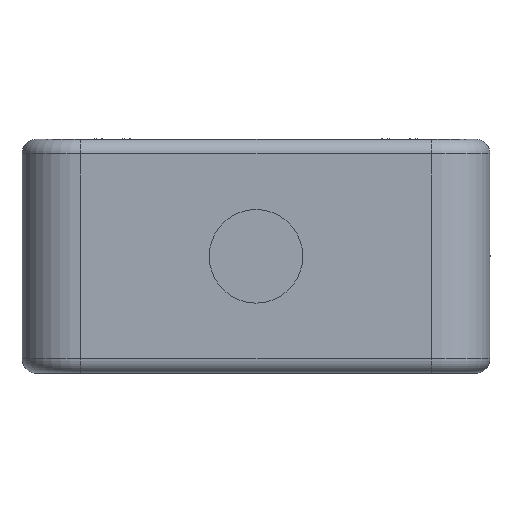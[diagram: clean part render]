
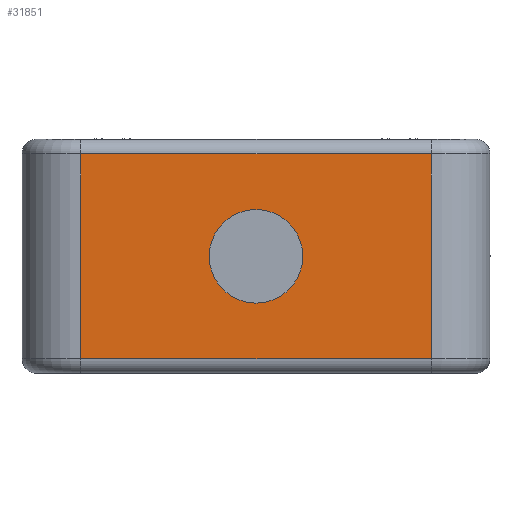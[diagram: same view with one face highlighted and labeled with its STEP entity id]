
A CAD part, left-side view. The second image highlights one B-rep face of the part: STEP entity #31851.
In plain terms, the highlighted planar face has unit normal (-1, 0, 0).
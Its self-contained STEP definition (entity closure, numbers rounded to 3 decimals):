
#510 = DIRECTION ( 'NONE',  ( 0., 0., -1. ) ) ;
#516 = VERTEX_POINT ( 'NONE', #73696 ) ;
#682 = EDGE_CURVE ( 'NONE', #77329, #2387, #41254, .T. ) ;
#1945 = VECTOR ( 'NONE', #510, 1000. ) ;
#2387 = VERTEX_POINT ( 'NONE', #46488 ) ;
#4159 = EDGE_CURVE ( 'NONE', #83449, #77329, #98350, .T. ) ;
#4378 = FACE_BOUND ( 'NONE', #72852, .T. ) ;
#4859 = EDGE_LOOP ( 'NONE', ( #24860, #44997, #45943, #99531 ) ) ;
#6021 = CARTESIAN_POINT ( 'NONE',  ( -25.5, 0., 0. ) ) ;
#7609 = PLANE ( 'NONE',  #106708 ) ;
#10745 = CARTESIAN_POINT ( 'NONE',  ( -25.5, 6., 3.5 ) ) ;
#14865 = VECTOR ( 'NONE', #60009, 1000. ) ;
#16498 = CARTESIAN_POINT ( 'NONE',  ( -25.5, -6., 4. ) ) ;
#17089 = CARTESIAN_POINT ( 'NONE',  ( -25.5, 6., 4. ) ) ;
#22975 = CARTESIAN_POINT ( 'NONE',  ( -25.5, -6., -3.5 ) ) ;
#24860 = ORIENTED_EDGE ( 'NONE', *, *, #4159, .T. ) ;
#25614 = VECTOR ( 'NONE', #39697, 1000. ) ;
#26274 = EDGE_CURVE ( 'NONE', #35838, #83449, #103206, .T. ) ;
#31851 = ADVANCED_FACE ( 'NONE', ( #94025, #4378 ), #7609, .F. ) ;
#35838 = VERTEX_POINT ( 'NONE', #44263 ) ;
#38289 = LINE ( 'NONE', #16498, #1945 ) ;
#39697 = DIRECTION ( 'NONE',  ( 0., -1., 0. ) ) ;
#41254 = LINE ( 'NONE', #22975, #25614 ) ;
#44263 = CARTESIAN_POINT ( 'NONE',  ( -25.5, -6., 3.5 ) ) ;
#44997 = ORIENTED_EDGE ( 'NONE', *, *, #682, .T. ) ;
#45046 = CIRCLE ( 'NONE', #50546, 1.6 ) ;
#45943 = ORIENTED_EDGE ( 'NONE', *, *, #87019, .F. ) ;
#46488 = CARTESIAN_POINT ( 'NONE',  ( -25.5, -6., -3.5 ) ) ;
#50546 = AXIS2_PLACEMENT_3D ( 'NONE', #6021, #80853, #81949 ) ;
#54135 = VECTOR ( 'NONE', #75582, 1000. ) ;
#60009 = DIRECTION ( 'NONE',  ( 0., 1., 0. ) ) ;
#65725 = CARTESIAN_POINT ( 'NONE',  ( -25.5, -6., 4. ) ) ;
#71762 = EDGE_CURVE ( 'NONE', #516, #516, #45046, .T. ) ;
#72164 = CARTESIAN_POINT ( 'NONE',  ( -25.5, 6., -3.5 ) ) ;
#72852 = EDGE_LOOP ( 'NONE', ( #84319 ) ) ;
#73696 = CARTESIAN_POINT ( 'NONE',  ( -25.5, 0., -1.6 ) ) ;
#75582 = DIRECTION ( 'NONE',  ( 0., 0., -1. ) ) ;
#77329 = VERTEX_POINT ( 'NONE', #72164 ) ;
#80853 = DIRECTION ( 'NONE',  ( 1., 0., 0. ) ) ;
#80980 = DIRECTION ( 'NONE',  ( 1., 0., 0. ) ) ;
#81949 = DIRECTION ( 'NONE',  ( 0., 0., -1. ) ) ;
#83449 = VERTEX_POINT ( 'NONE', #10745 ) ;
#84319 = ORIENTED_EDGE ( 'NONE', *, *, #71762, .T. ) ;
#87019 = EDGE_CURVE ( 'NONE', #35838, #2387, #38289, .T. ) ;
#90774 = DIRECTION ( 'NONE',  ( 0., 1., 0. ) ) ;
#94025 = FACE_OUTER_BOUND ( 'NONE', #4859, .T. ) ;
#98350 = LINE ( 'NONE', #17089, #54135 ) ;
#99531 = ORIENTED_EDGE ( 'NONE', *, *, #26274, .T. ) ;
#102093 = CARTESIAN_POINT ( 'NONE',  ( -25.5, 6., 3.5 ) ) ;
#103206 = LINE ( 'NONE', #102093, #14865 ) ;
#106708 = AXIS2_PLACEMENT_3D ( 'NONE', #65725, #80980, #90774 ) ;
